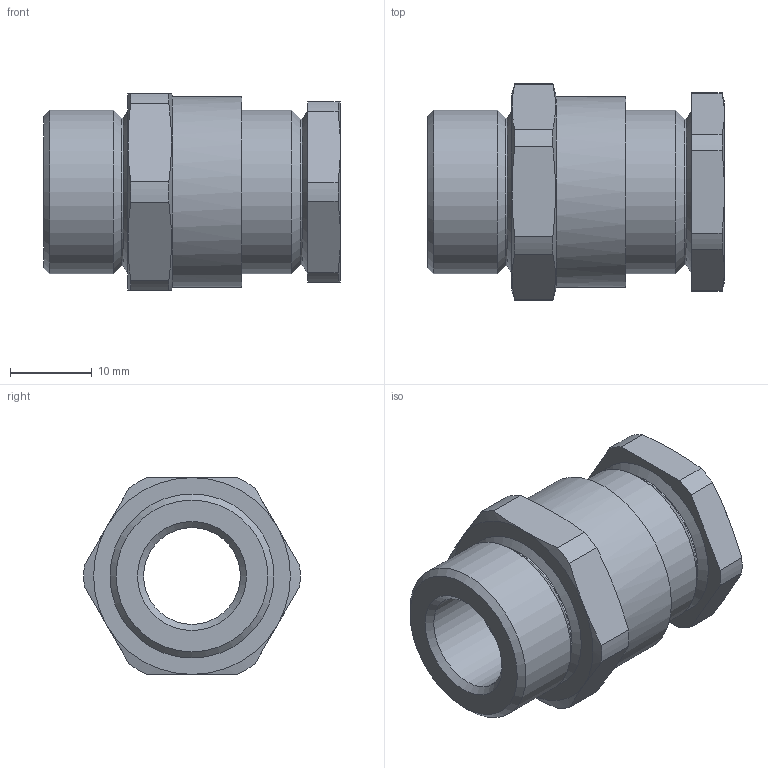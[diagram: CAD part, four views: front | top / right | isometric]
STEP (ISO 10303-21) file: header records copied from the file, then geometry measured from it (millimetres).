
FILE_DESCRIPTION (( 'STEP AP203' ), '1' );
FILE_NAME ('20SA21RA.STEP', '2016-04-25T15:18:54', ( 'bel-it' ), ( '' ), 'SwSTEP 2.0', 'SolidWorks 2014', '' );
FILE_SCHEMA (( 'CONFIG_CONTROL_DESIGN' ));
Length unit declared in the file: millimetre
Products named in the file (1): 20SA21RA
Bounding box: 36.21 x 26.39 x 24 mm (x, y, z)
Surface area: 4671.7 mm2 (no closed solid volume)
Topology: 0 solids, 2 shells, 57 faces, 135 edges, 83 vertices
Faces by surface type: cone 20, cylinder 19, plane 17, torus 1
Full cylindrical faces by diameter (mm): 11.8 x1, 15.1 x1, 17.718 x1, 17.971 x1, 20 x2, 23.3 x1
Entity records: 1668 total; most frequent: CARTESIAN_POINT 366, DIRECTION 260, ORIENTED_EDGE 230, EDGE_CURVE 117, AXIS2_PLACEMENT_3D 115, VERTEX_POINT 81, EDGE_LOOP 78, FACE_OUTER_BOUND 65
